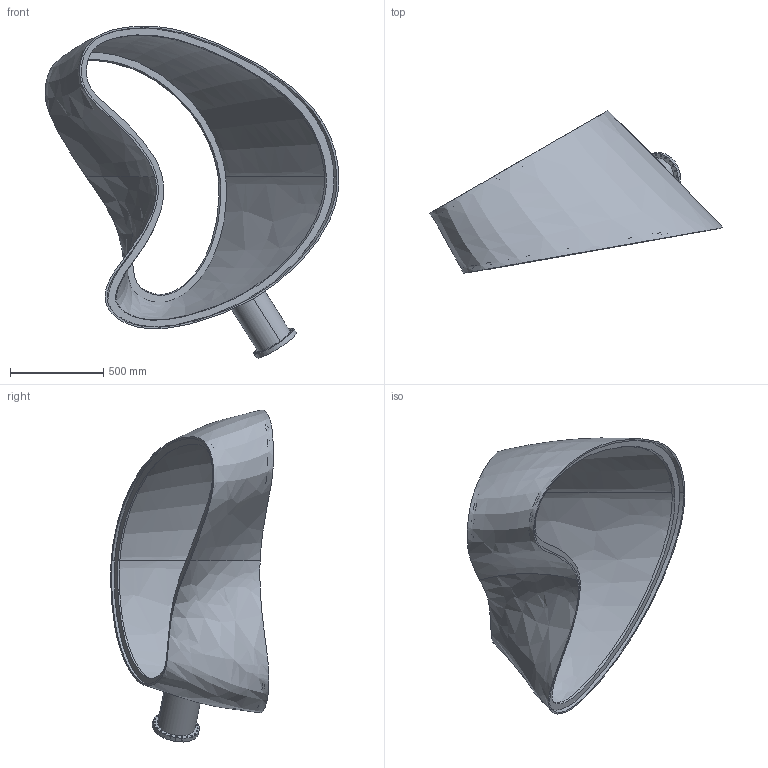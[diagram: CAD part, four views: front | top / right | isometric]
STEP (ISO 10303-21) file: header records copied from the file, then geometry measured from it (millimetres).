
FILE_DESCRIPTION((''),'2;1');
FILE_NAME('SE121-001P_ASM','2002-12-03T',('mjc'),(''),'PRO/ENGINEER BY PARAMETRIC TECHNOLOGY CORPORATION, 2002220','PRO/ENGINEER BY PARAMETRIC TECHNOLOGY CORPORATION, 2002220','');
FILE_SCHEMA(('CONFIG_CONTROL_DESIGN'));
Length unit declared in the file: inch
Products named in the file (12): SE121-001_SKEL_P; SE100-001_SKEL_P; SE121-011_P_AF0; SE121-003_SKEL_P; SE121-029_P_AF0; SE121-028_P_AF0_ASM; SE121-001P-6; SE121-003_P_AF0_ASM; SE121-021_P_AF0; SE121-022_P_AF0; SE121-007_P_AF0_ASM; SE121-001P_ASM
Assembly tree (12 placements, depth 4):
  SE121-001P_ASM
    SE121-001_SKEL_P
    SE100-001_SKEL_P
    SE121-011_P_AF0
    SE121-003_P_AF0_ASM
      SE121-028_P_AF0_ASM
        SE121-003_SKEL_P
        SE121-029_P_AF0
      SE121-001P-6
    SE121-007_P_AF0_ASM
      SE100-001_SKEL_P
      SE121-021_P_AF0
      SE121-022_P_AF0
Bounding box: 1575.33 x 872.98 x 1779.56 mm (x, y, z)
Volume: 31808233.5 mm3; surface area: 6983783.2 mm2
Topology: 5 solids, 5 shells, 88 faces, 224 edges, 148 vertices
Faces by surface type: cylinder 62, bspline 13, plane 11, cone 2
Entity records: 19687 total; most frequent: CARTESIAN_POINT 17093, DIRECTION 516, ORIENTED_EDGE 448, AXIS2_PLACEMENT_3D 226, EDGE_CURVE 224, VERTEX_POINT 148, EDGE_LOOP 148, CIRCLE 120
